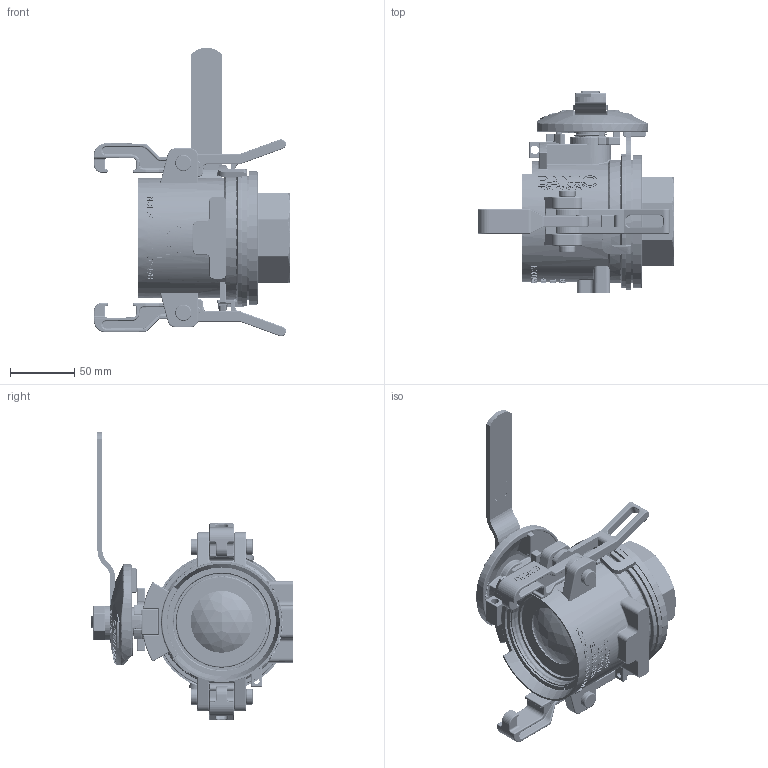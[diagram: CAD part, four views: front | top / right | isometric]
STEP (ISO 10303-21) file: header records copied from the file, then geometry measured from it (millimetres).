
FILE_DESCRIPTION(/* description */ ('2" SS FP FEMALE x FEMALE BSPP w/ FKM SEALS'),/* implementation_level */ '2;1');
FILE_NAME(/* name */ 'DM220DBSS.stp',/* time_stamp */ '2023-04-21T15:26:28-04:00',/* author */ ('ALR'),/* organization */ (''),/* preprocessor_version */ 'ST-DEVELOPER v18.1',/* originating_system */ 'Autodesk Inventor 2022',/* authorisation */ '');
FILE_SCHEMA (('AUTOMOTIVE_DESIGN { 1 0 10303 214 3 1 1 }'));
Products named in the file (30): DM220DBSS; DM220DBSSX; DM25254FSS; DB20281; DM25001; DM25002; DM25004; DM25009; DM25151SS; DM25153SSF; DM25154SS; DM25204SS; DM25255SSHF; DM25256BSS; DM25258FV1; DM25258FV2; DM25288FSS; DM25289SS; VSS15020; VSS15021; VSS15060; VSS15159; VSS15160; VSS15160M; VSS15160S; VSS15160F; DM25020; DM25294; DM25010A; DM25018A
Assembly tree (39 placements, depth 4):
  DM220DBSS
    DM220DBSSX
      DM25254FSS
      DB20281  x2
      DM25001
      DM25002
      DM25004  x2
      DM25009  x2
      DM25151SS
      DM25153SSF
      DM25154SS
      DM25204SS
      DM25255SSHF
      DM25256BSS
      DM25258FV1
      DM25258FV2
      DM25288FSS
      DM25289SS
      VSS15020
      VSS15021
      VSS15060
      VSS15159
      VSS15160
        VSS15160M
        VSS15160S
        VSS15160F
      DM25020  x4
      DM25294
      DM25010A  x2
      DM25018A  x4
Bounding box: 153.16 x 157.99 x 225.18 mm (x, y, z)
Volume: 550604.7 mm3; surface area: 290921.3 mm2
Topology: 40 solids, 40 shells, 4292 faces, 10814 edges, 6807 vertices
Faces by surface type: plane 1456, bspline 1163, cylinder 1059, torus 321, sphere 187, cone 106
Full cylindrical faces by diameter (mm): 3.451 x24, 3.683 x4, 4.572 x1, 4.826 x20, 6.35 x8, 6.528 x2, 6.604 x1, 8.255 x4, 9.525 x12, 9.779 x4, 12.7 x4, 14.732 x6, 16.825 x2, 16.993 x1, 17.018 x3, 17.17 x1, 17.526 x2, 19.99 x1, 20.066 x1, 21.336 x1, 22.261 x2, 22.606 x1, 23.19 x3, 23.368 x4, 25.4 x7, 48.26 x1, 50.038 x2, 50.8 x2, 55.55 x1, 56.702 x9
Entity records: 151548 total; most frequent: CARTESIAN_POINT 65149, ORIENTED_EDGE 18800, DIRECTION 15034, EDGE_CURVE 9400, VERTEX_POINT 5988, AXIS2_PLACEMENT_3D 5538, EDGE_LOOP 4022, LINE 3958
